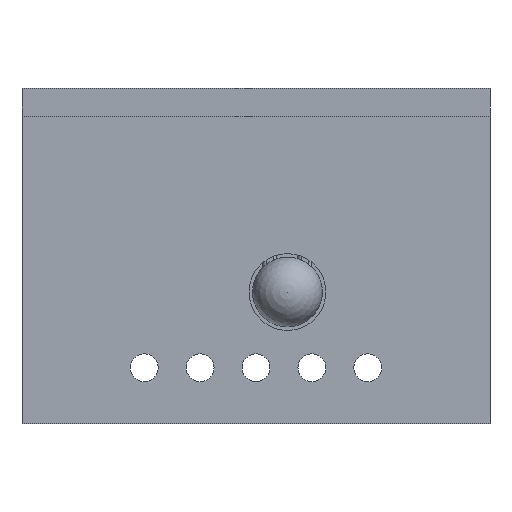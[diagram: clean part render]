
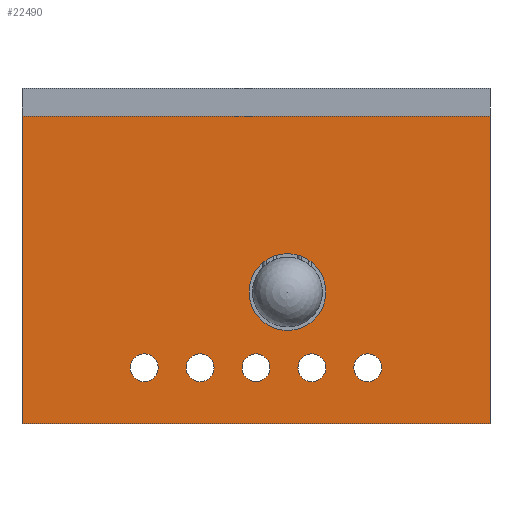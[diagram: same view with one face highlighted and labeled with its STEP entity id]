
A CAD part, front view. The second image highlights one B-rep face of the part: STEP entity #22490.
In plain terms, the highlighted planar face has unit normal (0, -1, 0).
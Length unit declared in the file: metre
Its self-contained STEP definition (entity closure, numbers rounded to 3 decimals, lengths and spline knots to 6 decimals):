
#772=CIRCLE('',#24508,0.001);
#773=CIRCLE('',#24509,0.001);
#774=CIRCLE('',#24510,0.001);
#775=CIRCLE('',#24511,0.001);
#776=CIRCLE('',#24512,0.001);
#777=CIRCLE('',#24513,0.00275);
#7462=ORIENTED_EDGE('',*,*,#10674,.F.);
#7463=ORIENTED_EDGE('',*,*,#10675,.F.);
#7464=ORIENTED_EDGE('',*,*,#10676,.F.);
#7465=ORIENTED_EDGE('',*,*,#10677,.F.);
#7466=ORIENTED_EDGE('',*,*,#10678,.F.);
#7467=ORIENTED_EDGE('',*,*,#10679,.T.);
#7468=ORIENTED_EDGE('',*,*,#10680,.T.);
#7469=ORIENTED_EDGE('',*,*,#10681,.F.);
#7470=ORIENTED_EDGE('',*,*,#10671,.F.);
#7471=ORIENTED_EDGE('',*,*,#10682,.T.);
#10671=EDGE_CURVE('',#12784,#12785,#15194,.T.);
#10674=EDGE_CURVE('',#12786,#12786,#772,.T.);
#10675=EDGE_CURVE('',#12787,#12787,#773,.T.);
#10676=EDGE_CURVE('',#12788,#12788,#774,.T.);
#10677=EDGE_CURVE('',#12789,#12789,#775,.T.);
#10678=EDGE_CURVE('',#12790,#12790,#776,.T.);
#10679=EDGE_CURVE('',#12791,#12791,#777,.F.);
#10680=EDGE_CURVE('',#12792,#12793,#15197,.T.);
#10681=EDGE_CURVE('',#12785,#12793,#15198,.T.);
#10682=EDGE_CURVE('',#12784,#12792,#15199,.T.);
#12784=VERTEX_POINT('',#37462);
#12785=VERTEX_POINT('',#37463);
#12786=VERTEX_POINT('',#37468);
#12787=VERTEX_POINT('',#37470);
#12788=VERTEX_POINT('',#37472);
#12789=VERTEX_POINT('',#37474);
#12790=VERTEX_POINT('',#37476);
#12791=VERTEX_POINT('',#37478);
#12792=VERTEX_POINT('',#37480);
#12793=VERTEX_POINT('',#37481);
#15194=LINE('',#37461,#17614);
#15197=LINE('',#37479,#17617);
#15198=LINE('',#37482,#17618);
#15199=LINE('',#37483,#17619);
#17614=VECTOR('',#30485,1.);
#17617=VECTOR('',#30502,1.);
#17618=VECTOR('',#30503,1.);
#17619=VECTOR('',#30504,1.);
#19001=EDGE_LOOP('',(#7462));
#19002=EDGE_LOOP('',(#7463));
#19003=EDGE_LOOP('',(#7464));
#19004=EDGE_LOOP('',(#7465));
#19005=EDGE_LOOP('',(#7466));
#19006=EDGE_LOOP('',(#7467));
#19007=EDGE_LOOP('',(#7468,#7469,#7470,#7471));
#20425=FACE_BOUND('',#19001,.T.);
#20426=FACE_BOUND('',#19002,.T.);
#20427=FACE_BOUND('',#19003,.T.);
#20428=FACE_BOUND('',#19004,.T.);
#20429=FACE_BOUND('',#19005,.T.);
#20430=FACE_BOUND('',#19006,.T.);
#20431=FACE_BOUND('',#19007,.T.);
#21326=PLANE('',#24507);
#22490=ADVANCED_FACE('',(#20425,#20426,#20427,#20428,#20429,#20430,#20431),
#21326,.T.);
#24507=AXIS2_PLACEMENT_3D('',#37466,#30488,#30489);
#24508=AXIS2_PLACEMENT_3D('',#37467,#30490,#30491);
#24509=AXIS2_PLACEMENT_3D('',#37469,#30492,#30493);
#24510=AXIS2_PLACEMENT_3D('',#37471,#30494,#30495);
#24511=AXIS2_PLACEMENT_3D('',#37473,#30496,#30497);
#24512=AXIS2_PLACEMENT_3D('',#37475,#30498,#30499);
#24513=AXIS2_PLACEMENT_3D('',#37477,#30500,#30501);
#30485=DIRECTION('',(0.,0.,1.));
#30488=DIRECTION('',(0.,-1.,0.));
#30489=DIRECTION('',(1.,0.,0.));
#30490=DIRECTION('',(0.,-1.,0.));
#30491=DIRECTION('',(1.,0.,0.));
#30492=DIRECTION('',(0.,-1.,0.));
#30493=DIRECTION('',(1.,0.,0.));
#30494=DIRECTION('',(0.,-1.,0.));
#30495=DIRECTION('',(1.,0.,0.));
#30496=DIRECTION('',(0.,-1.,0.));
#30497=DIRECTION('',(1.,0.,0.));
#30498=DIRECTION('',(0.,-1.,0.));
#30499=DIRECTION('',(1.,0.,0.));
#30500=DIRECTION('',(0.,-1.,0.));
#30501=DIRECTION('',(1.,0.,0.));
#30502=DIRECTION('',(0.,0.,1.));
#30503=DIRECTION('',(1.,0.,0.));
#30504=DIRECTION('',(1.,0.,0.));
#37461=CARTESIAN_POINT('',(-0.01675,-0.028,-0.002));
#37462=CARTESIAN_POINT('',(-0.01675,-0.028,-0.002));
#37463=CARTESIAN_POINT('',(-0.01675,-0.028,0.02));
#37466=CARTESIAN_POINT('',(0.,-0.028,-0.002));
#37467=CARTESIAN_POINT('',(0.008,-0.028,0.002));
#37468=CARTESIAN_POINT('',(0.009,-0.028,0.002));
#37469=CARTESIAN_POINT('',(0.004,-0.028,0.002));
#37470=CARTESIAN_POINT('',(0.005,-0.028,0.002));
#37471=CARTESIAN_POINT('',(-0.004,-0.028,0.002));
#37472=CARTESIAN_POINT('',(-0.003,-0.028,0.002));
#37473=CARTESIAN_POINT('',(-0.008,-0.028,0.002));
#37474=CARTESIAN_POINT('',(-0.007,-0.028,0.002));
#37475=CARTESIAN_POINT('',(0.,-0.028,0.002));
#37476=CARTESIAN_POINT('',(0.001,-0.028,0.002));
#37477=CARTESIAN_POINT('',(0.00225,-0.028,0.00742));
#37478=CARTESIAN_POINT('',(0.005,-0.028,0.00742));
#37479=CARTESIAN_POINT('',(0.01675,-0.028,-0.002));
#37480=CARTESIAN_POINT('',(0.01675,-0.028,-0.002));
#37481=CARTESIAN_POINT('',(0.01675,-0.028,0.02));
#37482=CARTESIAN_POINT('',(0.,-0.028,0.02));
#37483=CARTESIAN_POINT('',(0.,-0.028,-0.002));
